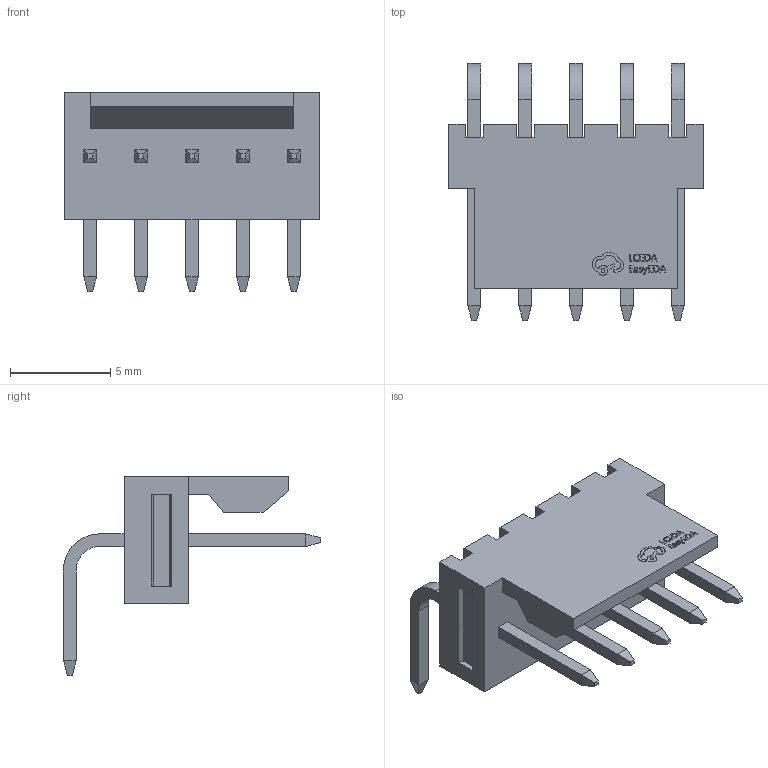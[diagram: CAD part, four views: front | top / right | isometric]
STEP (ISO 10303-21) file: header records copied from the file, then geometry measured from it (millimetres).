
FILE_DESCRIPTION (( 'STEP AP214' ), '1' );
FILE_NAME ('CONN-TH_5P-P2.54_22053051.STEP', '2023-02-23T11:29:28', ( '' ), ( '' ), 'SwSTEP 2.0', 'SolidWorks 2020', '' );
FILE_SCHEMA (( 'AUTOMOTIVE_DESIGN' ));
Length unit declared in the file: millimetre
Products named in the file (1): CONN-TH_5P-P2.54_22053051
Bounding box: 12.7 x 12.83 x 9.94 mm (x, y, z)
Volume: 338.6 mm3; surface area: 639.3 mm2
Topology: 1 solids, 1 shells, 377 faces, 992 edges, 648 vertices
Faces by surface type: plane 269, bspline 98, cylinder 10
Entity records: 16139 total; most frequent: CARTESIAN_POINT 3324, ORIENTED_EDGE 1984, DIRECTION 1372, EDGE_CURVE 992, LINE 772, VECTOR 772, VERTEX_POINT 648, EDGE_LOOP 408
